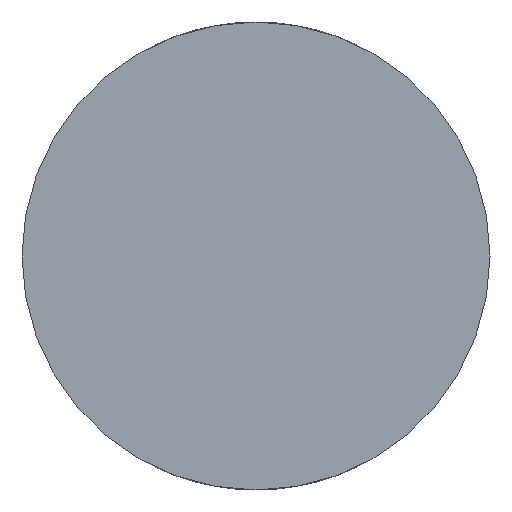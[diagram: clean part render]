
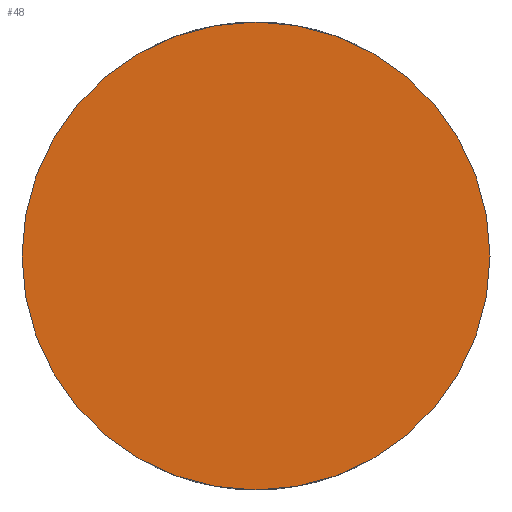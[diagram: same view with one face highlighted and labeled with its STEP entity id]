
A CAD part, left-side view. The second image highlights one B-rep face of the part: STEP entity #48.
In plain terms, the highlighted planar face has unit normal (-1, 0, 0).
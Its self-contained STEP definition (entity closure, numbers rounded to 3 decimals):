
#5 = CARTESIAN_POINT ( 'NONE',  ( 419.928, 66.578, 0. ) ) ;
#24 = CARTESIAN_POINT ( 'NONE',  ( 419.928, 66.578, -12.5 ) ) ;
#28 = AXIS2_PLACEMENT_3D ( 'NONE', #149, #54, #167 ) ;
#30 = CIRCLE ( 'NONE', #28, 12.5 ) ;
#46 = DIRECTION ( 'NONE',  ( -1., 0., 0. ) ) ;
#48 = ADVANCED_FACE ( 'NONE', ( #155 ), #94, .F. ) ;
#49 = EDGE_CURVE ( 'NONE', #115, #132, #56, .T. ) ;
#54 = DIRECTION ( 'NONE',  ( -1., 0., 0. ) ) ;
#56 = CIRCLE ( 'NONE', #62, 12.5 ) ;
#62 = AXIS2_PLACEMENT_3D ( 'NONE', #5, #46, #144 ) ;
#72 = ORIENTED_EDGE ( 'NONE', *, *, #49, .T. ) ;
#94 = PLANE ( 'NONE',  #164 ) ;
#96 = ORIENTED_EDGE ( 'NONE', *, *, #146, .T. ) ;
#103 = EDGE_LOOP ( 'NONE', ( #72, #96 ) ) ;
#107 = DIRECTION ( 'NONE',  ( 0., 0., -1. ) ) ;
#115 = VERTEX_POINT ( 'NONE', #178 ) ;
#120 = DIRECTION ( 'NONE',  ( 1., 0., 0. ) ) ;
#132 = VERTEX_POINT ( 'NONE', #24 ) ;
#144 = DIRECTION ( 'NONE',  ( 0., 0., 1. ) ) ;
#146 = EDGE_CURVE ( 'NONE', #132, #115, #30, .T. ) ;
#149 = CARTESIAN_POINT ( 'NONE',  ( 419.928, 66.578, 0. ) ) ;
#155 = FACE_OUTER_BOUND ( 'NONE', #103, .T. ) ;
#164 = AXIS2_PLACEMENT_3D ( 'NONE', #177, #120, #107 ) ;
#167 = DIRECTION ( 'NONE',  ( 0., 0., 1. ) ) ;
#177 = CARTESIAN_POINT ( 'NONE',  ( 419.928, 66.578, 0. ) ) ;
#178 = CARTESIAN_POINT ( 'NONE',  ( 419.928, 66.578, 12.5 ) ) ;
